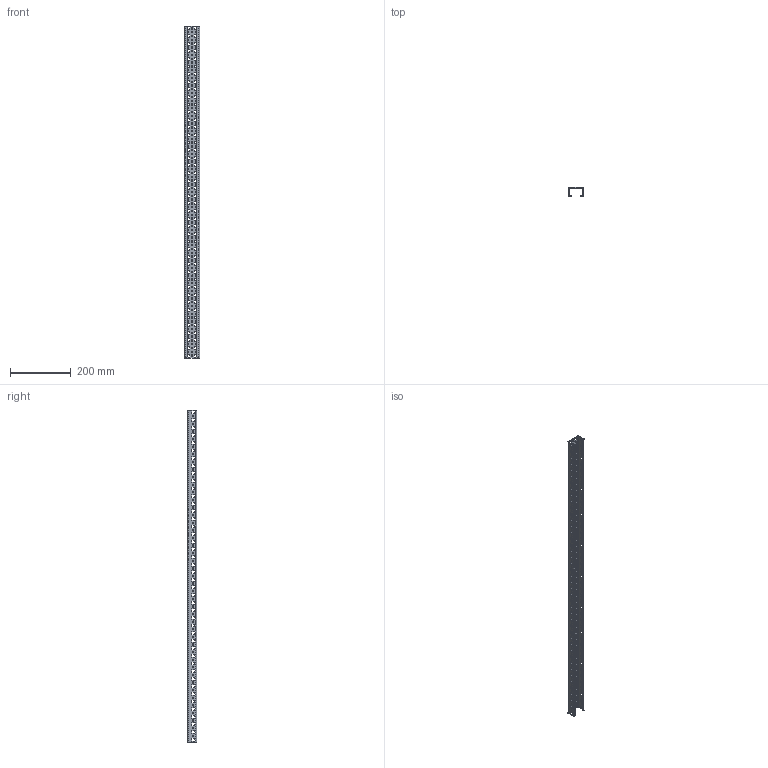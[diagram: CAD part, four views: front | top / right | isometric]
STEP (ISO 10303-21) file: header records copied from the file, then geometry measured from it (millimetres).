
FILE_DESCRIPTION (( 'STEP AP214' ), '1' );
FILE_NAME ('944.120.STEP', '2024-08-22T09:16:49', ( '' ), ( '' ), 'SwSTEP 2.0', 'SolidWorks 2021', '' );
FILE_SCHEMA (( 'AUTOMOTIVE_DESIGN' ));
Length unit declared in the file: millimetre
Products named in the file (1): 944.120
Bounding box: 50 x 30.5 x 1091 mm (x, y, z)
Volume: 212734.4 mm3; surface area: 238243.7 mm2
Topology: 1 solids, 1 shells, 1260 faces, 3742 edges, 2484 vertices
Faces by surface type: plane 730, cylinder 530
Entity records: 44084 total; most frequent: CARTESIAN_POINT 7487, ORIENTED_EDGE 7484, DIRECTION 7324, EDGE_CURVE 3742, VECTOR 2682, LINE 2682, VERTEX_POINT 2484, AXIS2_PLACEMENT_3D 2321
